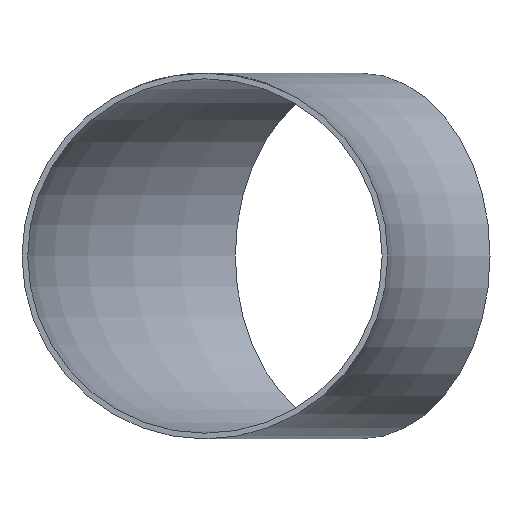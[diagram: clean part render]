
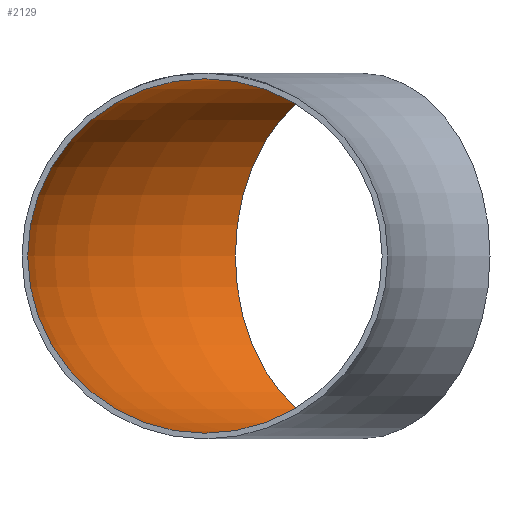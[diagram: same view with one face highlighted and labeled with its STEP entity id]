
A CAD part, front view. The second image highlights one B-rep face of the part: STEP entity #2129.
In plain terms, the highlighted toroidal (fillet/blend) face has major radius 187.5 mm and minor radius 62.5 mm.
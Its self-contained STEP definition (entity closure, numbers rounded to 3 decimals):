
#1019 = CARTESIAN_POINT ( 'NONE',  ( 0., 0., 0. ) ) ;
#1281 = CARTESIAN_POINT ( 'NONE',  ( -176.777, 176.777, 0. ) ) ;
#1341 = CARTESIAN_POINT ( 'NONE',  ( -187.5, 0., 0. ) ) ;
#1643 = AXIS2_PLACEMENT_3D ( 'NONE', #1341, #5244, #16068 ) ;
#2129 = ADVANCED_FACE ( 'NONE', ( #18948, #10751 ), #20472, .F. ) ;
#3962 = DIRECTION ( 'NONE',  ( -0.707, 0.707, 0. ) ) ;
#5244 = DIRECTION ( 'NONE',  ( 0., 1., 0. ) ) ;
#5456 = EDGE_CURVE ( 'NONE', #17814, #17814, #10521, .T. ) ;
#6667 = ORIENTED_EDGE ( 'NONE', *, *, #5456, .F. ) ;
#7690 = CARTESIAN_POINT ( 'NONE',  ( -187.5, 0., 62.5 ) ) ;
#10521 = CIRCLE ( 'NONE', #1643, 62.5 ) ;
#10751 = FACE_OUTER_BOUND ( 'NONE', #14347, .T. ) ;
#11971 = AXIS2_PLACEMENT_3D ( 'NONE', #1019, #17450, #20459 ) ;
#12197 = AXIS2_PLACEMENT_3D ( 'NONE', #15600, #13495, #3962 ) ;
#13495 = DIRECTION ( 'NONE',  ( 0.707, 0.707, 0. ) ) ;
#14347 = EDGE_LOOP ( 'NONE', ( #6667 ) ) ;
#15600 = CARTESIAN_POINT ( 'NONE',  ( -132.583, 132.583, 0. ) ) ;
#15910 = VERTEX_POINT ( 'NONE', #1281 ) ;
#16068 = DIRECTION ( 'NONE',  ( 0., 0., 1. ) ) ;
#16430 = EDGE_LOOP ( 'NONE', ( #19174 ) ) ;
#16940 = CIRCLE ( 'NONE', #12197, 62.5 ) ;
#17450 = DIRECTION ( 'NONE',  ( 0., 0., -1. ) ) ;
#17814 = VERTEX_POINT ( 'NONE', #7690 ) ;
#18742 = EDGE_CURVE ( 'NONE', #15910, #15910, #16940, .T. ) ;
#18948 = FACE_OUTER_BOUND ( 'NONE', #16430, .T. ) ;
#19174 = ORIENTED_EDGE ( 'NONE', *, *, #18742, .T. ) ;
#20459 = DIRECTION ( 'NONE',  ( -1., 0., 0. ) ) ;
#20472 = TOROIDAL_SURFACE ( 'NONE', #11971, 187.5, 62.5 ) ;
